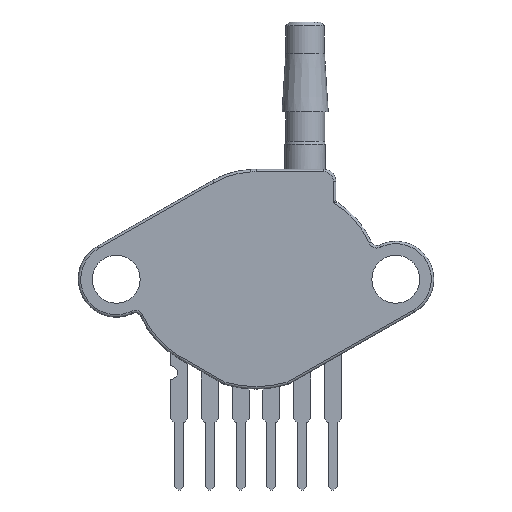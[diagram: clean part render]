
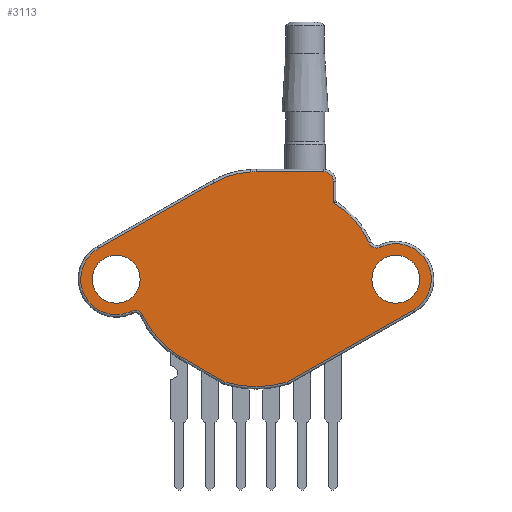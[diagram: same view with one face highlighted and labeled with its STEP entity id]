
A CAD part, front view. The second image highlights one B-rep face of the part: STEP entity #3113.
In plain terms, the highlighted face is planar.
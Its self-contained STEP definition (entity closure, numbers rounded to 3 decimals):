
#83=LINE('',#4745,#401);
#90=LINE('',#4775,#408);
#91=LINE('',#4779,#409);
#92=LINE('',#4786,#410);
#93=LINE('',#4792,#411);
#401=VECTOR('',#3744,1.766);
#408=VECTOR('',#3781,4.279);
#409=VECTOR('',#3786,12.022);
#410=VECTOR('',#3793,5.6);
#411=VECTOR('',#3798,10.978);
#699=PLANE('',#3353);
#860=FACE_BOUND('',#1096,.T.);
#861=FACE_BOUND('',#1097,.T.);
#904=FACE_OUTER_BOUND('',#1095,.T.);
#1095=EDGE_LOOP('',(#2281,#2282,#2283,#2284,#2285,#2286,#2287,#2288,#2289,
#2290,#2291,#2292,#2293,#2294,#2295));
#1096=EDGE_LOOP('',(#2296));
#1097=EDGE_LOOP('',(#2297));
#1310=CIRCLE('',#3333,7.347);
#1315=CIRCLE('',#3341,8.88);
#1322=CIRCLE('',#3354,2.934);
#1323=CIRCLE('',#3355,0.7);
#1324=CIRCLE('',#3356,0.8);
#1325=CIRCLE('',#3357,8.88);
#1326=CIRCLE('',#3358,6.8);
#1327=CIRCLE('',#3359,2.934);
#1328=CIRCLE('',#3360,0.7);
#1329=CIRCLE('',#3361,7.347);
#1330=CIRCLE('',#3362,1.983);
#1331=CIRCLE('',#3363,1.983);
#1457=VERTEX_POINT('',#4711);
#1462=VERTEX_POINT('',#4737);
#1464=VERTEX_POINT('',#4743);
#1468=VERTEX_POINT('',#4754);
#1469=VERTEX_POINT('',#4756);
#1472=VERTEX_POINT('',#4774);
#1473=VERTEX_POINT('',#4778);
#1474=VERTEX_POINT('',#4780);
#1475=VERTEX_POINT('',#4783);
#1476=VERTEX_POINT('',#4785);
#1477=VERTEX_POINT('',#4787);
#1478=VERTEX_POINT('',#4789);
#1479=VERTEX_POINT('',#4791);
#1480=VERTEX_POINT('',#4793);
#1481=VERTEX_POINT('',#4795);
#1482=VERTEX_POINT('',#4798);
#1483=VERTEX_POINT('',#4800);
#1774=EDGE_CURVE('',#1457,#1462,#1310,.T.);
#1778=EDGE_CURVE('',#1464,#1457,#83,.T.);
#1783=EDGE_CURVE('',#1468,#1469,#1315,.T.);
#1793=EDGE_CURVE('',#1469,#1472,#90,.T.);
#1795=EDGE_CURVE('',#1473,#1468,#91,.T.);
#1796=EDGE_CURVE('',#1474,#1473,#1322,.T.);
#1797=EDGE_CURVE('',#1462,#1474,#1323,.T.);
#1798=EDGE_CURVE('',#1475,#1464,#1324,.T.);
#1799=EDGE_CURVE('',#1476,#1475,#92,.T.);
#1800=EDGE_CURVE('',#1477,#1476,#1325,.T.);
#1801=EDGE_CURVE('',#1478,#1477,#1326,.T.);
#1802=EDGE_CURVE('',#1479,#1478,#93,.T.);
#1803=EDGE_CURVE('',#1480,#1479,#1327,.T.);
#1804=EDGE_CURVE('',#1481,#1480,#1328,.T.);
#1805=EDGE_CURVE('',#1472,#1481,#1329,.T.);
#1806=EDGE_CURVE('',#1482,#1482,#1330,.T.);
#1807=EDGE_CURVE('',#1483,#1483,#1331,.T.);
#2281=ORIENTED_EDGE('',*,*,#1783,.F.);
#2282=ORIENTED_EDGE('',*,*,#1795,.F.);
#2283=ORIENTED_EDGE('',*,*,#1796,.F.);
#2284=ORIENTED_EDGE('',*,*,#1797,.F.);
#2285=ORIENTED_EDGE('',*,*,#1774,.F.);
#2286=ORIENTED_EDGE('',*,*,#1778,.F.);
#2287=ORIENTED_EDGE('',*,*,#1798,.F.);
#2288=ORIENTED_EDGE('',*,*,#1799,.F.);
#2289=ORIENTED_EDGE('',*,*,#1800,.F.);
#2290=ORIENTED_EDGE('',*,*,#1801,.F.);
#2291=ORIENTED_EDGE('',*,*,#1802,.F.);
#2292=ORIENTED_EDGE('',*,*,#1803,.F.);
#2293=ORIENTED_EDGE('',*,*,#1804,.F.);
#2294=ORIENTED_EDGE('',*,*,#1805,.F.);
#2295=ORIENTED_EDGE('',*,*,#1793,.F.);
#2296=ORIENTED_EDGE('',*,*,#1806,.T.);
#2297=ORIENTED_EDGE('',*,*,#1807,.T.);
#3113=ADVANCED_FACE('',(#904,#860,#861),#699,.T.);
#3333=AXIS2_PLACEMENT_3D('',#4738,#3735,#3736);
#3341=AXIS2_PLACEMENT_3D('',#4757,#3755,#3756);
#3353=AXIS2_PLACEMENT_3D('',#4777,#3784,#3785);
#3354=AXIS2_PLACEMENT_3D('',#4781,#3787,#3788);
#3355=AXIS2_PLACEMENT_3D('',#4782,#3789,#3790);
#3356=AXIS2_PLACEMENT_3D('',#4784,#3791,#3792);
#3357=AXIS2_PLACEMENT_3D('',#4788,#3794,#3795);
#3358=AXIS2_PLACEMENT_3D('',#4790,#3796,#3797);
#3359=AXIS2_PLACEMENT_3D('',#4794,#3799,#3800);
#3360=AXIS2_PLACEMENT_3D('',#4796,#3801,#3802);
#3361=AXIS2_PLACEMENT_3D('',#4797,#3803,#3804);
#3362=AXIS2_PLACEMENT_3D('',#4799,#3805,#3806);
#3363=AXIS2_PLACEMENT_3D('',#4801,#3807,#3808);
#3735=DIRECTION('center_axis',(0.,0.,-1.));
#3736=DIRECTION('ref_axis',(0.752,0.659,0.));
#3744=DIRECTION('',(0.,-1.,0.));
#3755=DIRECTION('center_axis',(0.,0.,-1.));
#3756=DIRECTION('ref_axis',(0.,-1.,0.));
#3781=DIRECTION('',(-0.869,0.495,0.));
#3784=DIRECTION('center_axis',(0.,0.,1.));
#3785=DIRECTION('ref_axis',(1.,0.,0.));
#3786=DIRECTION('',(-0.869,-0.495,0.));
#3787=DIRECTION('center_axis',(0.,0.,-1.));
#3788=DIRECTION('ref_axis',(0.886,0.463,0.));
#3789=DIRECTION('center_axis',(0.,0.,1.));
#3790=DIRECTION('ref_axis',(-0.346,-0.938,0.));
#3791=DIRECTION('center_axis',(0.,0.,-1.));
#3792=DIRECTION('ref_axis',(0.707,0.707,0.));
#3793=DIRECTION('',(1.,0.,0.));
#3794=DIRECTION('center_axis',(0.,0.,-1.));
#3795=DIRECTION('ref_axis',(-0.025,1.,0.));
#3796=DIRECTION('center_axis',(0.,0.,-1.));
#3797=DIRECTION('ref_axis',(-0.28,0.96,0.));
#3798=DIRECTION('',(0.869,0.495,0.));
#3799=DIRECTION('center_axis',(0.,0.,-1.));
#3800=DIRECTION('ref_axis',(-0.886,-0.463,0.));
#3801=DIRECTION('center_axis',(0.,0.,1.));
#3802=DIRECTION('ref_axis',(0.346,0.938,0.));
#3803=DIRECTION('center_axis',(0.,0.,-1.));
#3804=DIRECTION('ref_axis',(-0.741,-0.672,0.));
#3805=DIRECTION('center_axis',(0.,0.,-1.));
#3806=DIRECTION('ref_axis',(-1.,0.,0.));
#3807=DIRECTION('center_axis',(0.,0.,-1.));
#3808=DIRECTION('ref_axis',(-1.,0.,0.));
#4711=CARTESIAN_POINT('',(6.4,18.144,4.003));
#4737=CARTESIAN_POINT('',(9.352,14.825,4.003));
#4738=CARTESIAN_POINT('Origin',(2.643,11.83,4.003));
#4743=CARTESIAN_POINT('',(6.4,19.91,4.003));
#4745=CARTESIAN_POINT('',(6.4,13.422,4.003));
#4754=CARTESIAN_POINT('',(2.563,3.328,4.003));
#4756=CARTESIAN_POINT('',(-2.563,3.328,4.003));
#4757=CARTESIAN_POINT('Origin',(0.,11.83,4.003));
#4774=CARTESIAN_POINT('',(-6.281,5.447,4.003));
#4775=CARTESIAN_POINT('',(-3.345,3.773,4.003));
#4777=CARTESIAN_POINT('Origin',(5.029,11.639,4.003));
#4778=CARTESIAN_POINT('',(13.008,9.281,4.003));
#4779=CARTESIAN_POINT('',(5.272,4.872,4.003));
#4780=CARTESIAN_POINT('',(10.292,14.478,4.003));
#4781=CARTESIAN_POINT('Origin',(11.555,11.83,4.003));
#4782=CARTESIAN_POINT('Origin',(9.991,15.11,4.003));
#4783=CARTESIAN_POINT('',(5.6,20.71,4.003));
#4784=CARTESIAN_POINT('Origin',(5.6,19.91,4.003));
#4785=CARTESIAN_POINT('',(0.,20.71,4.003));
#4786=CARTESIAN_POINT('',(5.814,20.71,4.003));
#4787=CARTESIAN_POINT('',(-0.438,20.699,4.003));
#4788=CARTESIAN_POINT('Origin',(0.,11.83,4.003));
#4789=CARTESIAN_POINT('',(-3.47,19.815,4.003));
#4790=CARTESIAN_POINT('Origin',(-0.103,13.907,4.003));
#4791=CARTESIAN_POINT('',(-13.008,14.379,4.003));
#4792=CARTESIAN_POINT('',(-1.558,20.905,4.003));
#4793=CARTESIAN_POINT('',(-10.292,9.182,4.003));
#4794=CARTESIAN_POINT('Origin',(-11.555,11.83,4.003));
#4795=CARTESIAN_POINT('',(-9.352,8.835,4.003));
#4796=CARTESIAN_POINT('Origin',(-9.991,8.55,4.003));
#4797=CARTESIAN_POINT('Origin',(-2.643,11.83,4.003));
#4798=CARTESIAN_POINT('',(13.538,11.83,4.003));
#4799=CARTESIAN_POINT('Origin',(11.555,11.83,4.003));
#4800=CARTESIAN_POINT('',(-9.573,11.83,4.003));
#4801=CARTESIAN_POINT('Origin',(-11.555,11.83,4.003));
